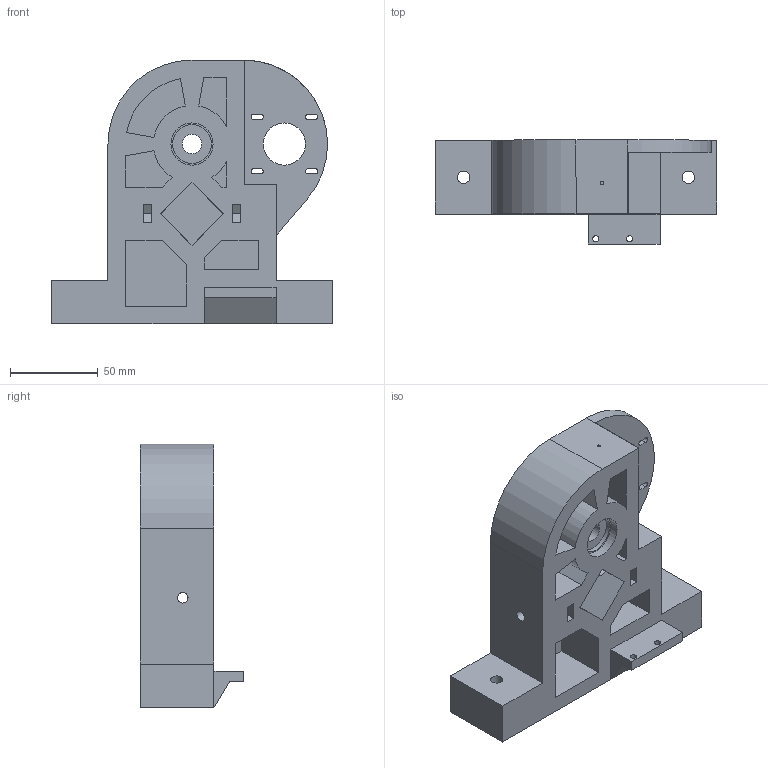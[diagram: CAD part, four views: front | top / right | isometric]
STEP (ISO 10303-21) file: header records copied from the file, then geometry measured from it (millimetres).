
FILE_DESCRIPTION(/* description */ (''),/* implementation_level */ '2;1');
FILE_NAME(/* name */ 'frame motor.step',/* time_stamp */ '2025-04-06T13:55:32+02:00',/* author */ (''),/* organization */ (''),/* preprocessor_version */ 'ST-DEVELOPER v20.1',/* originating_system */ 'Autodesk Translation Framework v14.4.0.0',/* authorisation */ '');
FILE_SCHEMA (('AUTOMOTIVE_DESIGN { 1 0 10303 214 3 1 1 }'));
Length unit declared in the file: millimetre
Products named in the file (2): Tester; frame
Assembly tree (1 placements, depth 2):
  Tester
    frame
Bounding box: 160 x 59 x 150.17 mm (x, y, z)
Volume: 493298.3 mm3; surface area: 85916.9 mm2
Topology: 1 solids, 1 shells, 114 faces, 288 edges, 190 vertices
Faces by surface type: plane 80, cylinder 33, cone 1
Full cylindrical faces by diameter (mm): 1.8 x3, 3.5 x2, 3.9 x2, 6 x4, 7 x2, 11 x1, 22.1 x2, 24 x2
Entity records: 3560 total; most frequent: CARTESIAN_POINT 595, DIRECTION 591, ORIENTED_EDGE 576, EDGE_CURVE 288, LINE 219, VECTOR 219, VERTEX_POINT 190, AXIS2_PLACEMENT_3D 186
